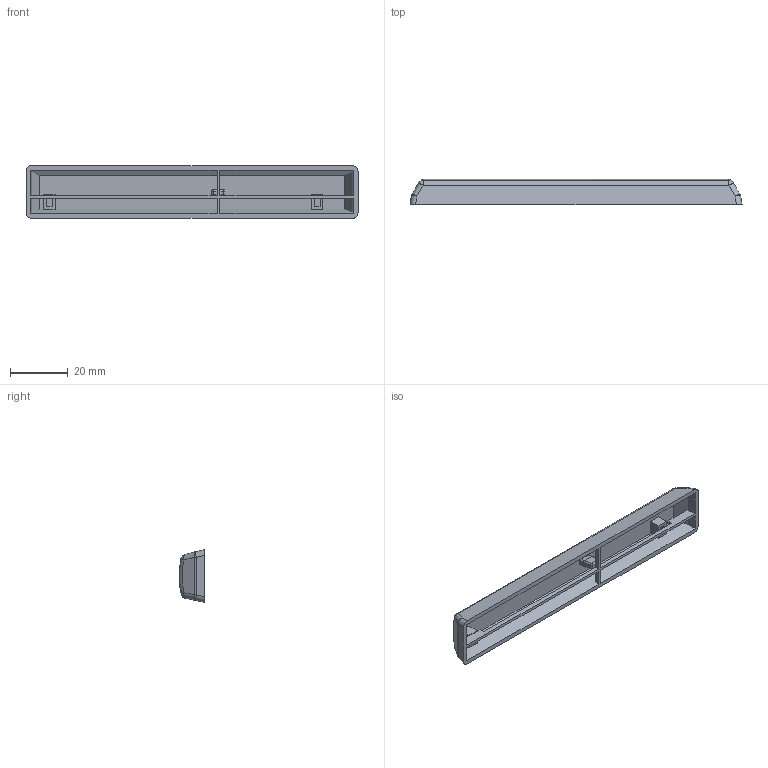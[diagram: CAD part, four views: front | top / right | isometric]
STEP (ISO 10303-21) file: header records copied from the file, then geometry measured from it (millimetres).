
FILE_DESCRIPTION (( 'STEP AP214' ), '1' );
FILE_NAME ('space-6u.STEP', '2021-06-25T23:09:45', ( '' ), ( '' ), 'SwSTEP 2.0', 'SolidWorks 2020', '' );
FILE_SCHEMA (( 'AUTOMOTIVE_DESIGN' ));
Length unit declared in the file: millimetre
Products named in the file (1): space-6u
Bounding box: 115 x 8.9 x 18.3 mm (x, y, z)
Volume: 5135 mm3; surface area: 8193.3 mm2
Topology: 1 solids, 1 shells, 107 faces, 277 edges, 164 vertices
Faces by surface type: plane 63, cylinder 29, sphere 12, bspline 3
Entity records: 3221 total; most frequent: CARTESIAN_POINT 626, ORIENTED_EDGE 546, DIRECTION 514, EDGE_CURVE 273, LINE 214, VECTOR 214, VERTEX_POINT 164, AXIS2_PLACEMENT_3D 150
